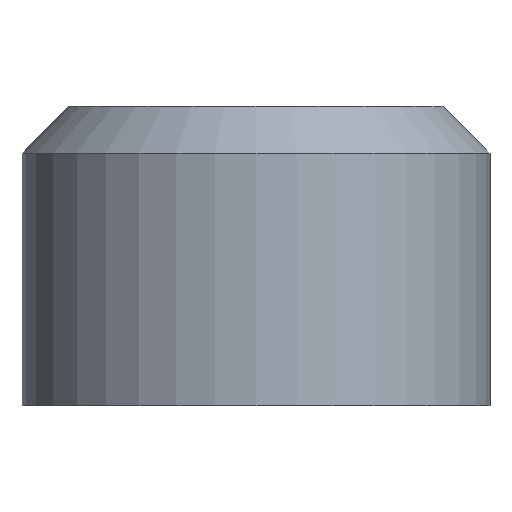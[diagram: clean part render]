
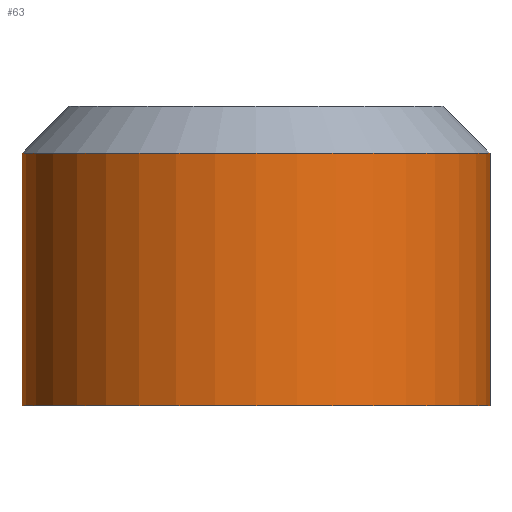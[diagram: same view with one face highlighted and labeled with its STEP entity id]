
A CAD part, front view. The second image highlights one B-rep face of the part: STEP entity #63.
In plain terms, the highlighted cylindrical face has radius 5 mm (diameter 10 mm), a full revolution.
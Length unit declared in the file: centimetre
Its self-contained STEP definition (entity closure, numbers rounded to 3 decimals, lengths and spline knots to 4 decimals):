
#14=CYLINDRICAL_SURFACE($,#73,0.5);
#17=FACE_BOUND($,#29,.T.);
#23=FACE_OUTER_BOUND($,#28,.T.);
#28=EDGE_LOOP($,(#53));
#29=EDGE_LOOP($,(#54));
#36=CIRCLE($,#71,0.5);
#38=CIRCLE($,#74,0.5);
#41=VERTEX_POINT($,#104);
#43=VERTEX_POINT($,#109);
#46=EDGE_CURVE($,#41,#41,#36,.T.);
#48=EDGE_CURVE($,#43,#43,#38,.T.);
#53=ORIENTED_EDGE($,*,*,#48,.T.);
#54=ORIENTED_EDGE($,*,*,#46,.F.);
#63=ADVANCED_FACE($,(#23,#17),#14,.T.);
#71=AXIS2_PLACEMENT_3D($,#105,#84,#85);
#73=AXIS2_PLACEMENT_3D($,#108,#88,#89);
#74=AXIS2_PLACEMENT_3D($,#110,#90,#91);
#84=DIRECTION('center_axis',(0.,0.,1.));
#85=DIRECTION('ref_axis',(1.,0.,0.));
#88=DIRECTION('center_axis',(0.,0.,1.));
#89=DIRECTION('ref_axis',(1.,0.,0.));
#90=DIRECTION('center_axis',(0.,0.,1.));
#91=DIRECTION('ref_axis',(1.,0.,0.));
#104=CARTESIAN_POINT('',(-0.5,0.,0.54));
#105=CARTESIAN_POINT('Origin',(0.,0.,0.54));
#108=CARTESIAN_POINT('Origin',(0.,0.,0.));
#109=CARTESIAN_POINT('',(-0.5,0.,0.));
#110=CARTESIAN_POINT('Origin',(0.,0.,0.));
